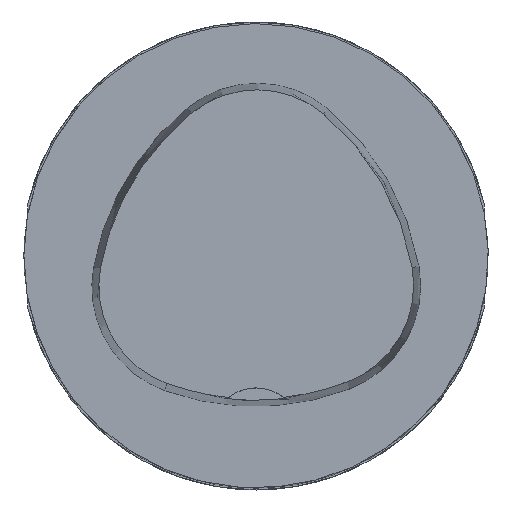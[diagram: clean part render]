
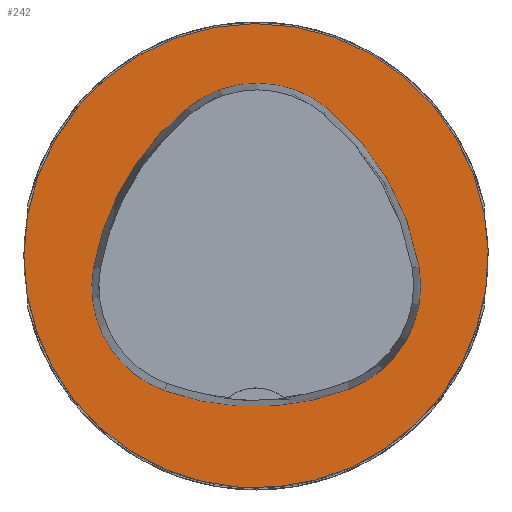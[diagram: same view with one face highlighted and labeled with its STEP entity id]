
A CAD part, top view. The second image highlights one B-rep face of the part: STEP entity #242.
In plain terms, the highlighted planar face has unit normal (0, 0, 1).
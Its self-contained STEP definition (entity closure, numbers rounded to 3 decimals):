
#105=FACE_BOUND('',#372,.T.);
#106=FACE_BOUND('',#373,.T.);
#145=CIRCLE('',#1153,36.);
#153=CIRCLE('',#1167,15.);
#154=CIRCLE('',#1168,36.);
#155=CIRCLE('',#1169,15.);
#156=CIRCLE('',#1170,36.);
#157=CIRCLE('',#1171,15.);
#158=CIRCLE('',#1172,31.5);
#242=ADVANCED_FACE('',(#105,#106),#291,.T.);
#291=PLANE('',#1173);
#372=EDGE_LOOP('',(#510,#511,#512,#513,#514,#515));
#373=EDGE_LOOP('',(#516));
#510=ORIENTED_EDGE('',*,*,#854,.T.);
#511=ORIENTED_EDGE('',*,*,#855,.T.);
#512=ORIENTED_EDGE('',*,*,#856,.T.);
#513=ORIENTED_EDGE('',*,*,#857,.T.);
#514=ORIENTED_EDGE('',*,*,#858,.T.);
#515=ORIENTED_EDGE('',*,*,#833,.T.);
#516=ORIENTED_EDGE('',*,*,#859,.F.);
#727=VERTEX_POINT('',#1700);
#728=VERTEX_POINT('',#1702);
#744=VERTEX_POINT('',#1744);
#745=VERTEX_POINT('',#1746);
#746=VERTEX_POINT('',#1748);
#747=VERTEX_POINT('',#1750);
#748=VERTEX_POINT('',#1753);
#833=EDGE_CURVE('',#728,#727,#145,.T.);
#854=EDGE_CURVE('',#727,#744,#153,.T.);
#855=EDGE_CURVE('',#744,#745,#154,.T.);
#856=EDGE_CURVE('',#745,#746,#155,.T.);
#857=EDGE_CURVE('',#746,#747,#156,.T.);
#858=EDGE_CURVE('',#747,#728,#157,.T.);
#859=EDGE_CURVE('',#748,#748,#158,.T.);
#1153=AXIS2_PLACEMENT_3D('',#1701,#1314,#1315);
#1167=AXIS2_PLACEMENT_3D('',#1743,#1354,#1355);
#1168=AXIS2_PLACEMENT_3D('',#1745,#1356,#1357);
#1169=AXIS2_PLACEMENT_3D('',#1747,#1358,#1359);
#1170=AXIS2_PLACEMENT_3D('',#1749,#1360,#1361);
#1171=AXIS2_PLACEMENT_3D('',#1751,#1362,#1363);
#1172=AXIS2_PLACEMENT_3D('',#1752,#1364,#1365);
#1173=AXIS2_PLACEMENT_3D('',#1754,#1366,#1367);
#1314=DIRECTION('',(0.,0.,-1.));
#1315=DIRECTION('',(-1.,0.,0.));
#1354=DIRECTION('',(0.,0.,-1.));
#1355=DIRECTION('',(-1.,0.,0.));
#1356=DIRECTION('',(0.,0.,-1.));
#1357=DIRECTION('',(-1.,0.,0.));
#1358=DIRECTION('',(0.,0.,-1.));
#1359=DIRECTION('',(-1.,0.,0.));
#1360=DIRECTION('',(0.,0.,-1.));
#1361=DIRECTION('',(-1.,0.,0.));
#1362=DIRECTION('',(0.,0.,-1.));
#1363=DIRECTION('',(-1.,0.,0.));
#1364=DIRECTION('',(0.,0.,-1.));
#1365=DIRECTION('',(-1.,0.,0.));
#1366=DIRECTION('',(0.,0.,1.));
#1367=DIRECTION('',(1.,0.,0.));
#1700=CARTESIAN_POINT('',(-12.373,-18.307,0.));
#1701=CARTESIAN_POINT('',(-0.137,15.55,0.));
#1702=CARTESIAN_POINT('',(12.693,-18.087,0.));
#1743=CARTESIAN_POINT('',(-7.275,-4.2,0.));
#1744=CARTESIAN_POINT('',(-22.041,-1.562,0.));
#1745=CARTESIAN_POINT('',(13.398,-7.893,0.));
#1746=CARTESIAN_POINT('',(-9.317,20.036,0.));
#1747=CARTESIAN_POINT('',(0.148,8.399,0.));
#1748=CARTESIAN_POINT('',(9.78,19.898,0.));
#1749=CARTESIAN_POINT('',(-13.337,-7.7,0.));
#1750=CARTESIAN_POINT('',(22.122,-1.48,0.));
#1751=CARTESIAN_POINT('',(7.347,-4.071,0.));
#1752=CARTESIAN_POINT('',(0.,0.,0.));
#1753=CARTESIAN_POINT('',(-31.5,0.,0.));
#1754=CARTESIAN_POINT('',(0.,0.,0.));
